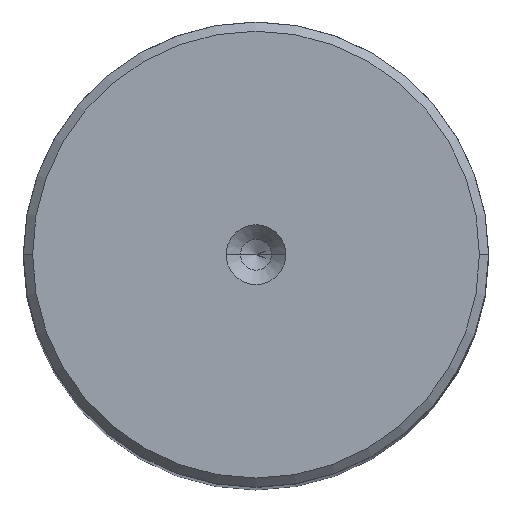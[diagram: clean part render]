
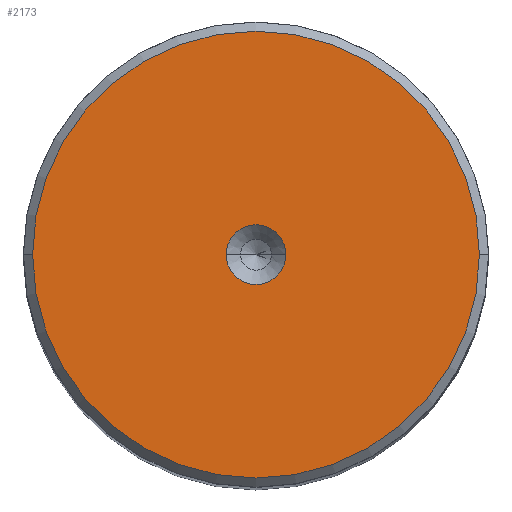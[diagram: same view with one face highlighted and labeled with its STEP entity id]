
A CAD part, top view. The second image highlights one B-rep face of the part: STEP entity #2173.
In plain terms, the highlighted planar face has unit normal (0, 0, 1).
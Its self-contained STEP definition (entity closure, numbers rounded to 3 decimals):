
#6 = AXIS2_PLACEMENT_3D ( 'NONE', #1862, #968, #2116 ) ;
#62 = DIRECTION ( 'NONE',  ( 0., 0., 1. ) ) ;
#91 = CARTESIAN_POINT ( 'NONE',  ( 0., 0., 200. ) ) ;
#105 = CARTESIAN_POINT ( 'NONE',  ( 3.85, 0., 200. ) ) ;
#211 = VERTEX_POINT ( 'NONE', #1351 ) ;
#237 = EDGE_CURVE ( 'NONE', #211, #2833, #839, .T. ) ;
#265 = CARTESIAN_POINT ( 'NONE',  ( 0., 0., 200. ) ) ;
#295 = ORIENTED_EDGE ( 'NONE', *, *, #2161, .T. ) ;
#297 = PLANE ( 'NONE',  #895 ) ;
#495 = DIRECTION ( 'NONE',  ( 1., 0., 0. ) ) ;
#639 = AXIS2_PLACEMENT_3D ( 'NONE', #2030, #2695, #898 ) ;
#791 = AXIS2_PLACEMENT_3D ( 'NONE', #265, #2028, #1399 ) ;
#839 = CIRCLE ( 'NONE', #639, 3.85 ) ;
#858 = CARTESIAN_POINT ( 'NONE',  ( -28.817, 0., 200. ) ) ;
#895 = AXIS2_PLACEMENT_3D ( 'NONE', #1012, #984, #2595 ) ;
#898 = DIRECTION ( 'NONE',  ( 1., 0., 0. ) ) ;
#931 = ORIENTED_EDGE ( 'NONE', *, *, #237, .F. ) ;
#968 = DIRECTION ( 'NONE',  ( 0., 0., 1. ) ) ;
#984 = DIRECTION ( 'NONE',  ( 0., 0., 1. ) ) ;
#992 = EDGE_LOOP ( 'NONE', ( #295, #2039 ) ) ;
#1012 = CARTESIAN_POINT ( 'NONE',  ( 0., 0., 200. ) ) ;
#1039 = EDGE_CURVE ( 'NONE', #2833, #211, #2684, .T. ) ;
#1344 = VERTEX_POINT ( 'NONE', #1946 ) ;
#1351 = CARTESIAN_POINT ( 'NONE',  ( -3.85, 0., 200. ) ) ;
#1399 = DIRECTION ( 'NONE',  ( 1., 0., 0. ) ) ;
#1704 = FACE_BOUND ( 'NONE', #2891, .T. ) ;
#1862 = CARTESIAN_POINT ( 'NONE',  ( 0., 0., 200. ) ) ;
#1865 = CIRCLE ( 'NONE', #2567, 28.817 ) ;
#1946 = CARTESIAN_POINT ( 'NONE',  ( 28.817, 0., 200. ) ) ;
#2028 = DIRECTION ( 'NONE',  ( 0., 0., 1. ) ) ;
#2030 = CARTESIAN_POINT ( 'NONE',  ( 0., 0., 200. ) ) ;
#2039 = ORIENTED_EDGE ( 'NONE', *, *, #2864, .T. ) ;
#2116 = DIRECTION ( 'NONE',  ( 1., 0., 0. ) ) ;
#2161 = EDGE_CURVE ( 'NONE', #2610, #1344, #2376, .T. ) ;
#2173 = ADVANCED_FACE ( 'NONE', ( #1704, #2256 ), #297, .T. ) ;
#2256 = FACE_OUTER_BOUND ( 'NONE', #992, .T. ) ;
#2376 = CIRCLE ( 'NONE', #6, 28.817 ) ;
#2409 = ORIENTED_EDGE ( 'NONE', *, *, #1039, .F. ) ;
#2567 = AXIS2_PLACEMENT_3D ( 'NONE', #91, #62, #495 ) ;
#2595 = DIRECTION ( 'NONE',  ( 1., 0., 0. ) ) ;
#2610 = VERTEX_POINT ( 'NONE', #858 ) ;
#2684 = CIRCLE ( 'NONE', #791, 3.85 ) ;
#2695 = DIRECTION ( 'NONE',  ( 0., 0., 1. ) ) ;
#2833 = VERTEX_POINT ( 'NONE', #105 ) ;
#2864 = EDGE_CURVE ( 'NONE', #1344, #2610, #1865, .T. ) ;
#2891 = EDGE_LOOP ( 'NONE', ( #2409, #931 ) ) ;
